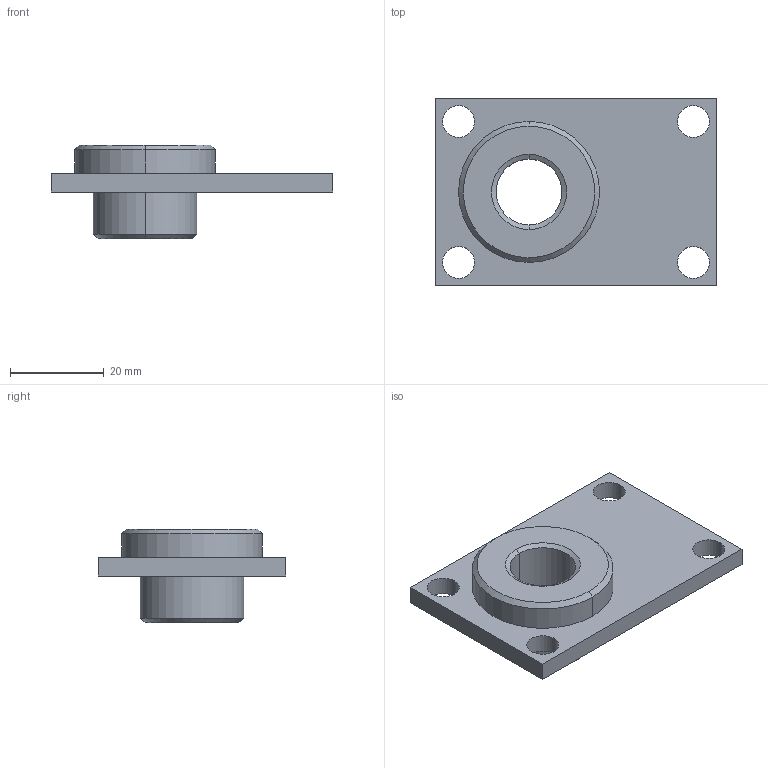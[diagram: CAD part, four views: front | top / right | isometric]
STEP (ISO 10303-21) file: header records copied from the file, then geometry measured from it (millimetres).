
FILE_DESCRIPTION(('Creo Elements/Direct Modeling STEP Export'),'2;1');
FILE_NAME('44.0246.21_Flansch-MMS-44_60x40x20-M16-D22.stp','2022-03-21T 9:00:07',(''),(''),'PTC Creo Elements/Direct Modeling STEP processor for AP214 (Solid Model)','PTC Creo Elements/Direct Modeling 19.0C 15-Aug-2015 (C) Parametric Technology GmbH','');
FILE_SCHEMA(('AUTOMOTIVE_DESIGN { 1 0 10303 214 1 1 1 1 }'));
Length unit declared in the file: millimetre
Products named in the file (3): Flanschmutter-MMS-55-MMS-44_M16-D22_96.5029_PX173798; Flanschplatte-MMS-44_60x40-Laserschneideteil-t4mm_96.4131_PX173799; Flansch-MMS-44_60x40x20-M16-D22_44.0246.21_PX173800
Assembly tree (2 placements, depth 2):
  Flansch-MMS-44_60x40x20-M16-D22_44.0246.21_PX173800
    Flanschplatte-MMS-44_60x40-Laserschneideteil-t4mm_96.4131_PX173799
    Flanschmutter-MMS-55-MMS-44_M16-D22_96.5029_PX173798
Bounding box: 60 x 40 x 20 mm (x, y, z)
Volume: 13806.6 mm3; surface area: 8522.9 mm2
Topology: 2 solids, 2 shells, 33 faces, 76 edges, 48 vertices
Faces by surface type: cylinder 16, plane 9, cone 8
Entity records: 961 total; most frequent: ORIENTED_EDGE 152, DIRECTION 148, CARTESIAN_POINT 140, EDGE_CURVE 76, AXIS2_PLACEMENT_3D 56, VERTEX_POINT 48, EDGE_LOOP 46, VECTOR 36
